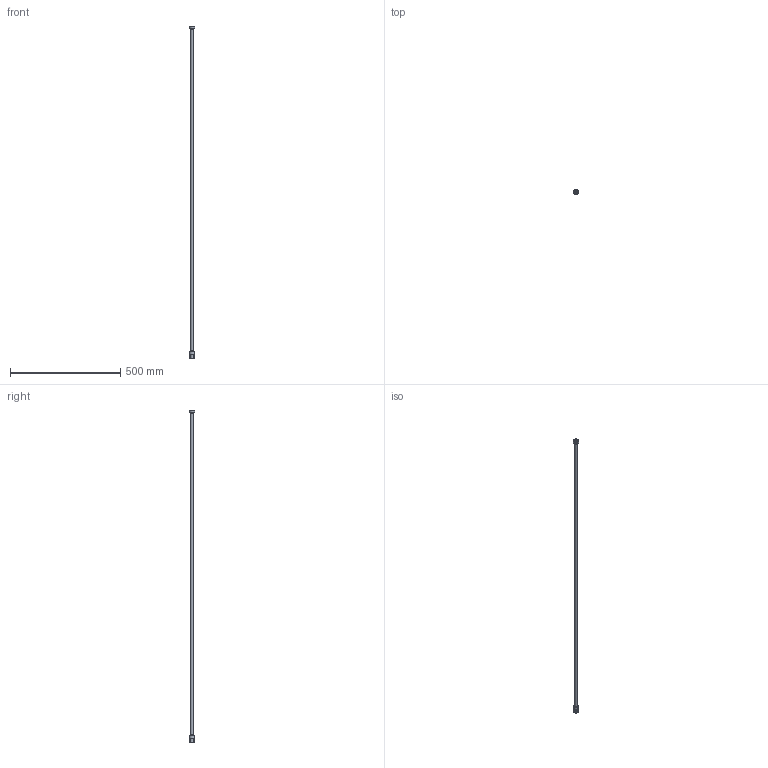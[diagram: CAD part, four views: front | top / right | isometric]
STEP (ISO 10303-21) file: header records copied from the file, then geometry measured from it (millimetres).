
FILE_DESCRIPTION(/* description */ (''),/* implementation_level */ '2;1');
FILE_NAME(/* name */ 'FD8-200-22',/* time_stamp */ '2020-10-12T15:11:32+08:00',/* author */ (''),/* organization */ (''),/* preprocessor_version */ 'ST-DEVELOPER v9',/* originating_system */ 'UGS - NX 4.0',/* authorisation */ '');
FILE_SCHEMA (('CONFIG_CONTROL_DESIGN'));
Length unit declared in the file: millimetre
Products named in the file (1): FH10002S
Bounding box: 25.1 x 25.1 x 1508.24 mm (x, y, z)
Volume: 143758.6 mm3; surface area: 104487 mm2
Topology: 6 solids, 6 shells, 89 faces, 168 edges, 113 vertices
Faces by surface type: cylinder 39, plane 35, cone 7, torus 4, bspline 4
Full cylindrical faces by diameter (mm): 5.8 x1, 7 x1, 7.2 x1, 7.6 x1, 8.3 x4, 9.1 x2, 9.2 x1, 11.2 x1, 13 x4, 14 x1, 15.8 x2, 17 x1, 17.2 x2, 17.3 x1, 18.2 x2, 19 x2, 19.3 x8, 20.3 x1, 25 x1
Entity records: 3124 total; most frequent: CARTESIAN_POINT 1685, DIRECTION 296, ORIENTED_EDGE 172, EDGE_LOOP 154, AXIS2_PLACEMENT_3D 147, FACE_BOUND 110, EDGE_CURVE 86, VERTEX_POINT 82
